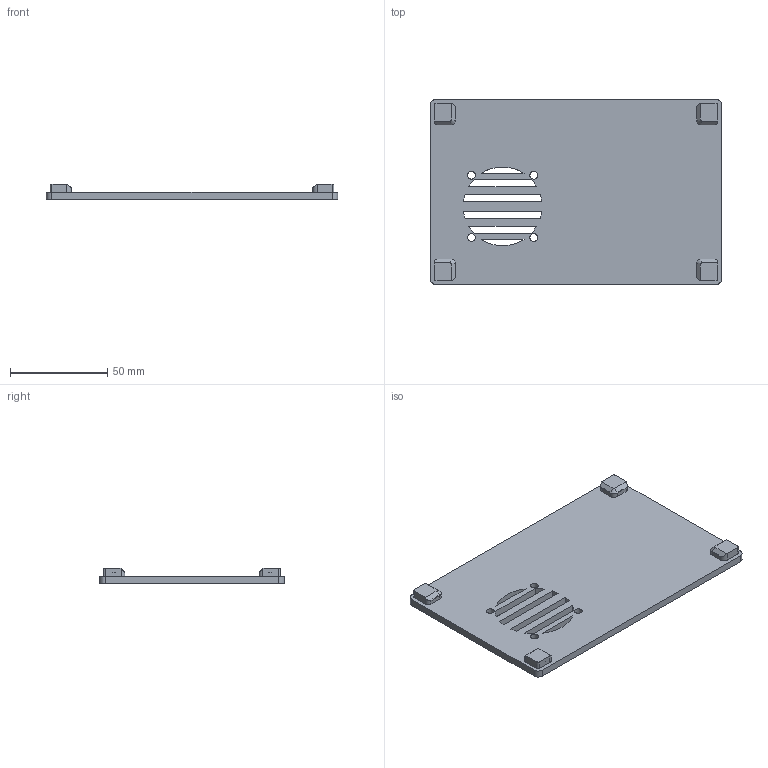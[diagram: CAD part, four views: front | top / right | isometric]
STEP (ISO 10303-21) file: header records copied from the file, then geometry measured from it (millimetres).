
FILE_DESCRIPTION(/* description */ (''),/* implementation_level */ '2;1');
FILE_NAME(/* name */ 'BackPlate.step',/* time_stamp */ '2026-01-12T20:17:05+01:00',/* author */ (''),/* organization */ (''),/* preprocessor_version */ 'ST-DEVELOPER v20.1',/* originating_system */ 'Autodesk Translation Framework v14.21.0.0',/* authorisation */ '');
FILE_SCHEMA (('AUTOMOTIVE_DESIGN { 1 0 10303 214 3 1 1 }'));
Length unit declared in the file: millimetre
Products named in the file (2): Box HA; Back
Assembly tree (1 placements, depth 2):
  Box HA
    Back
Bounding box: 150 x 95 x 8 mm (x, y, z)
Volume: 51991.4 mm3; surface area: 32829.6 mm2
Topology: 5 solids, 5 shells, 102 faces, 240 edges, 156 vertices
Faces by surface type: plane 56, cylinder 42, cone 4
Full cylindrical faces by diameter (mm): 4 x4, 10.2 x8
Entity records: 3050 total; most frequent: DIRECTION 542, CARTESIAN_POINT 501, ORIENTED_EDGE 480, EDGE_CURVE 240, AXIS2_PLACEMENT_3D 197, VERTEX_POINT 156, LINE 148, VECTOR 148
